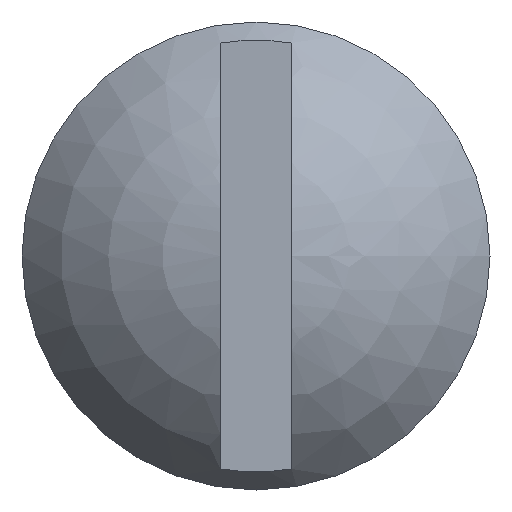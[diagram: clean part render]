
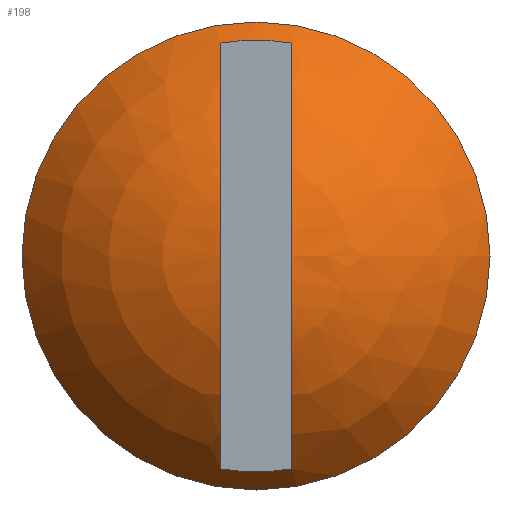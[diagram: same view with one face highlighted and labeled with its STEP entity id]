
A CAD part, front view. The second image highlights one B-rep face of the part: STEP entity #198.
In plain terms, the highlighted spherical face has radius 9.173 mm.
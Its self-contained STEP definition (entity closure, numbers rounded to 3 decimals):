
#24=SPHERICAL_SURFACE('',#218,9.173);
#39=ORIENTED_EDGE('',*,*,#60,.F.);
#40=ORIENTED_EDGE('',*,*,#61,.T.);
#41=ORIENTED_EDGE('',*,*,#62,.F.);
#42=ORIENTED_EDGE('',*,*,#63,.T.);
#43=ORIENTED_EDGE('',*,*,#58,.F.);
#58=EDGE_CURVE('',#70,#70,#80,.T.);
#60=EDGE_CURVE('',#72,#73,#82,.F.);
#61=EDGE_CURVE('',#72,#74,#83,.F.);
#62=EDGE_CURVE('',#75,#74,#84,.F.);
#63=EDGE_CURVE('',#75,#73,#85,.F.);
#70=VERTEX_POINT('',#284);
#72=VERTEX_POINT('',#290);
#73=VERTEX_POINT('',#291);
#74=VERTEX_POINT('',#293);
#75=VERTEX_POINT('',#295);
#80=CIRCLE('',#215,7.575);
#82=CIRCLE('',#219,6.989);
#83=CIRCLE('',#220,9.1);
#84=CIRCLE('',#221,6.989);
#85=CIRCLE('',#222,9.1);
#95=EDGE_LOOP('',(#39,#40,#41,#42));
#96=EDGE_LOOP('',(#43));
#111=FACE_BOUND('',#95,.T.);
#112=FACE_BOUND('',#96,.T.);
#198=ADVANCED_FACE('',(#111,#112),#24,.T.);
#215=AXIS2_PLACEMENT_3D('',#283,#243,#244);
#218=AXIS2_PLACEMENT_3D('',#288,#249,#250);
#219=AXIS2_PLACEMENT_3D('',#289,#251,#252);
#220=AXIS2_PLACEMENT_3D('',#292,#253,#254);
#221=AXIS2_PLACEMENT_3D('',#294,#255,#256);
#222=AXIS2_PLACEMENT_3D('',#296,#257,#258);
#243=DIRECTION('',(0.,1.,0.));
#244=DIRECTION('',(1.,0.,0.));
#249=DIRECTION('',(0.,1.,0.));
#250=DIRECTION('',(1.,0.,0.));
#251=DIRECTION('',(0.,1.,0.));
#252=DIRECTION('',(0.,0.,1.));
#253=DIRECTION('',(1.,0.,0.));
#254=DIRECTION('',(0.,0.,-1.));
#255=DIRECTION('',(0.,1.,0.));
#256=DIRECTION('',(0.,0.,1.));
#257=DIRECTION('',(-1.,0.,0.));
#258=DIRECTION('',(0.,0.,1.));
#283=CARTESIAN_POINT('',(0.,-24.5,0.));
#284=CARTESIAN_POINT('',(7.575,-24.5,0.));
#288=CARTESIAN_POINT('',(0.,-19.327,0.));
#289=CARTESIAN_POINT('',(0.,-25.267,0.));
#290=CARTESIAN_POINT('',(-1.15,-25.267,-6.894));
#291=CARTESIAN_POINT('',(1.15,-25.267,-6.894));
#292=CARTESIAN_POINT('',(-1.15,-19.327,0.));
#293=CARTESIAN_POINT('',(-1.15,-25.267,6.894));
#294=CARTESIAN_POINT('',(0.,-25.267,0.));
#295=CARTESIAN_POINT('',(1.15,-25.267,6.894));
#296=CARTESIAN_POINT('',(1.15,-19.327,0.));
